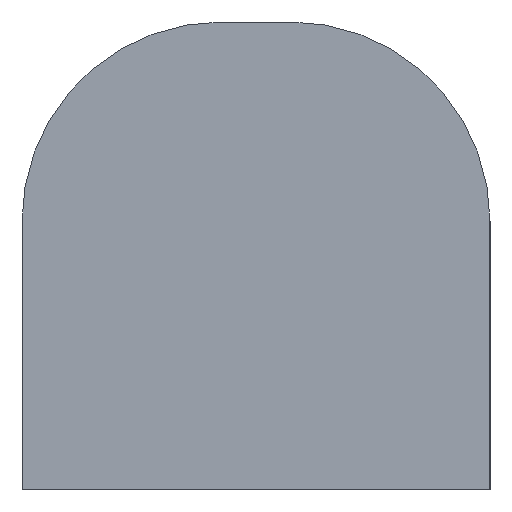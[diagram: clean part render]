
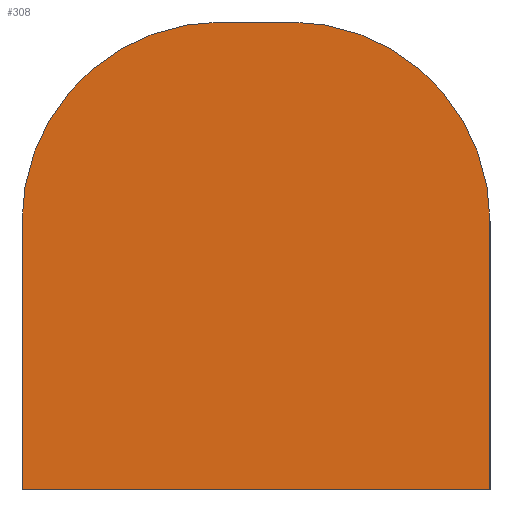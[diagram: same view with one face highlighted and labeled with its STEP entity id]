
A CAD part, left-side view. The second image highlights one B-rep face of the part: STEP entity #308.
In plain terms, the highlighted planar face has unit normal (-1, 0, 0).
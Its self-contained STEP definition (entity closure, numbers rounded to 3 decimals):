
#26=CARTESIAN_POINT('',(-8.1,99.8,-0.1));
#27=DIRECTION('',(-1.,0.,0.));
#28=DIRECTION('',(0.,-1.,0.));
#29=AXIS2_PLACEMENT_3D('',#26,#27,#28);
#35=DIRECTION('',(0.,0.,-1.));
#36=VECTOR('',#35,2.7);
#37=CARTESIAN_POINT('',(-8.1,97.8,-0.1));
#38=LINE('',#37,#36);
#42=DIRECTION('',(0.,1.,0.));
#43=VECTOR('',#42,4.7);
#44=CARTESIAN_POINT('',(-8.1,97.8,-2.8));
#45=LINE('',#44,#43);
#49=DIRECTION('',(0.,0.,1.));
#50=VECTOR('',#49,2.7);
#51=CARTESIAN_POINT('',(-8.1,102.5,-2.8));
#52=LINE('',#51,#50);
#56=CARTESIAN_POINT('',(-8.1,100.5,-0.1));
#57=DIRECTION('',(-1.,0.,0.));
#58=DIRECTION('',(0.,0.,1.));
#59=AXIS2_PLACEMENT_3D('',#56,#57,#58);
#64=DIRECTION('',(0.,-1.,0.));
#65=VECTOR('',#64,0.7);
#66=CARTESIAN_POINT('',(-8.1,100.5,1.9));
#67=LINE('',#66,#65);
#265=CARTESIAN_POINT('',(-8.1,97.8,-2.8));
#266=CARTESIAN_POINT('',(-8.1,102.5,-2.8));
#267=VERTEX_POINT('',#265);
#268=VERTEX_POINT('',#266);
#269=CARTESIAN_POINT('',(-8.1,97.8,-0.1));
#270=CARTESIAN_POINT('',(-8.1,99.8,1.9));
#271=VERTEX_POINT('',#269);
#272=VERTEX_POINT('',#270);
#273=CARTESIAN_POINT('',(-8.1,100.5,1.9));
#274=CARTESIAN_POINT('',(-8.1,102.5,-0.1));
#275=VERTEX_POINT('',#273);
#276=VERTEX_POINT('',#274);
#289=CARTESIAN_POINT('',(-8.1,97.7,2.));
#290=DIRECTION('',(-1.,0.,0.));
#291=DIRECTION('',(0.,1.,0.));
#292=AXIS2_PLACEMENT_3D('',#289,#290,#291);
#293=PLANE('',#292);
#295=ORIENTED_EDGE('',*,*,#294,.F.);
#297=ORIENTED_EDGE('',*,*,#296,.T.);
#299=ORIENTED_EDGE('',*,*,#298,.T.);
#301=ORIENTED_EDGE('',*,*,#300,.T.);
#303=ORIENTED_EDGE('',*,*,#302,.F.);
#305=ORIENTED_EDGE('',*,*,#304,.T.);
#306=EDGE_LOOP('',(#295,#297,#299,#301,#303,#305));
#307=FACE_OUTER_BOUND('',#306,.F.);
#308=ADVANCED_FACE('',(#307),#293,.T.);
#30=CIRCLE('',#29,2.);
#60=CIRCLE('',#59,2.);
#294=EDGE_CURVE('',#271,#272,#30,.T.);
#296=EDGE_CURVE('',#271,#267,#38,.T.);
#298=EDGE_CURVE('',#267,#268,#45,.T.);
#300=EDGE_CURVE('',#268,#276,#52,.T.);
#302=EDGE_CURVE('',#275,#276,#60,.T.);
#304=EDGE_CURVE('',#275,#272,#67,.T.);
